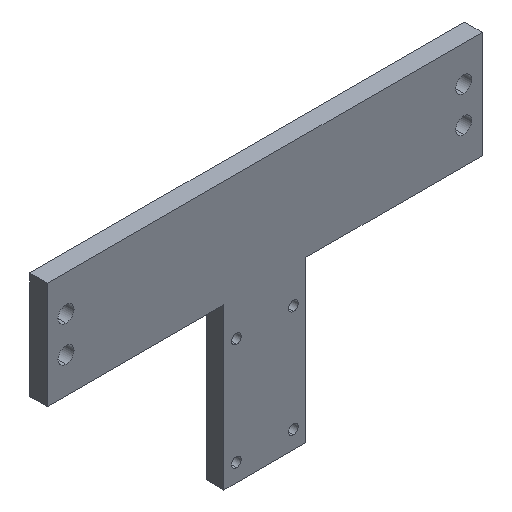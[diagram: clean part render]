
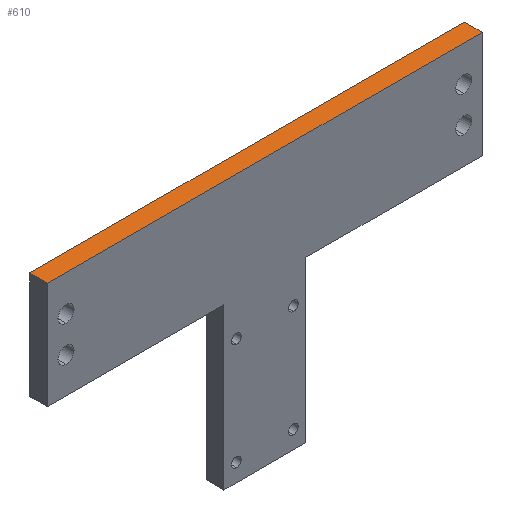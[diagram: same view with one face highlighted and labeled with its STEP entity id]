
A CAD part, isometric view. The second image highlights one B-rep face of the part: STEP entity #610.
In plain terms, the highlighted planar face has unit normal (0, 0, 1).
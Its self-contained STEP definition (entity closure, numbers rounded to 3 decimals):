
#12 = DIRECTION ( 'NONE',  ( 0., -1., 0. ) ) ;
#16 = ORIENTED_EDGE ( 'NONE', *, *, #840, .T. ) ;
#40 = ORIENTED_EDGE ( 'NONE', *, *, #294, .T. ) ;
#42 = DIRECTION ( 'NONE',  ( 1., 0., 0. ) ) ;
#48 = EDGE_LOOP ( 'NONE', ( #40, #177, #142, #16 ) ) ;
#50 = VECTOR ( 'NONE', #12, 1000. ) ;
#78 = PLANE ( 'NONE',  #538 ) ;
#142 = ORIENTED_EDGE ( 'NONE', *, *, #518, .F. ) ;
#177 = ORIENTED_EDGE ( 'NONE', *, *, #263, .F. ) ;
#180 = LINE ( 'NONE', #750, #697 ) ;
#203 = LINE ( 'NONE', #496, #50 ) ;
#228 = CARTESIAN_POINT ( 'NONE',  ( 61., 0., 15. ) ) ;
#248 = VERTEX_POINT ( 'NONE', #819 ) ;
#263 = EDGE_CURVE ( 'NONE', #248, #580, #180, .T. ) ;
#265 = VECTOR ( 'NONE', #434, 1000. ) ;
#294 = EDGE_CURVE ( 'NONE', #711, #580, #679, .T. ) ;
#319 = CARTESIAN_POINT ( 'NONE',  ( -61., 0., 15. ) ) ;
#339 = CARTESIAN_POINT ( 'NONE',  ( -61., 5., 15. ) ) ;
#365 = CARTESIAN_POINT ( 'NONE',  ( -61., 5., 15. ) ) ;
#367 = VERTEX_POINT ( 'NONE', #339 ) ;
#434 = DIRECTION ( 'NONE',  ( 1., 0., 0. ) ) ;
#457 = CARTESIAN_POINT ( 'NONE',  ( -61., 0., 15. ) ) ;
#496 = CARTESIAN_POINT ( 'NONE',  ( -61., 5., 15. ) ) ;
#502 = LINE ( 'NONE', #515, #265 ) ;
#515 = CARTESIAN_POINT ( 'NONE',  ( -61., 5., 15. ) ) ;
#518 = EDGE_CURVE ( 'NONE', #367, #248, #502, .T. ) ;
#538 = AXIS2_PLACEMENT_3D ( 'NONE', #365, #648, #652 ) ;
#580 = VERTEX_POINT ( 'NONE', #228 ) ;
#610 = ADVANCED_FACE ( 'NONE', ( #715 ), #78, .F. ) ;
#648 = DIRECTION ( 'NONE',  ( 0., 0., -1. ) ) ;
#652 = DIRECTION ( 'NONE',  ( -1., 0., 0. ) ) ;
#658 = VECTOR ( 'NONE', #42, 1000. ) ;
#679 = LINE ( 'NONE', #457, #658 ) ;
#697 = VECTOR ( 'NONE', #886, 1000. ) ;
#711 = VERTEX_POINT ( 'NONE', #319 ) ;
#715 = FACE_OUTER_BOUND ( 'NONE', #48, .T. ) ;
#750 = CARTESIAN_POINT ( 'NONE',  ( 61., 5., 15. ) ) ;
#819 = CARTESIAN_POINT ( 'NONE',  ( 61., 5., 15. ) ) ;
#840 = EDGE_CURVE ( 'NONE', #367, #711, #203, .T. ) ;
#886 = DIRECTION ( 'NONE',  ( 0., -1., 0. ) ) ;
